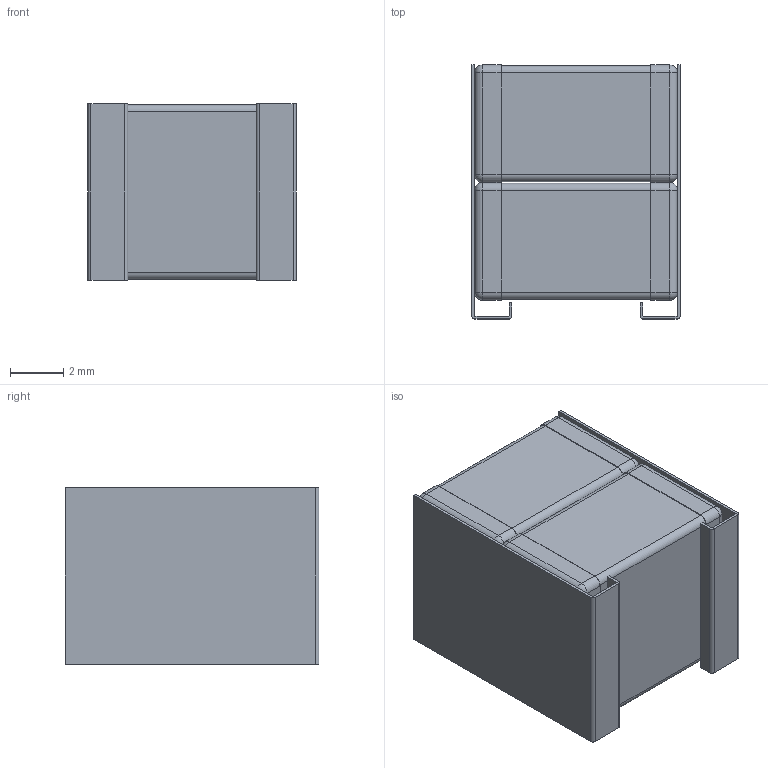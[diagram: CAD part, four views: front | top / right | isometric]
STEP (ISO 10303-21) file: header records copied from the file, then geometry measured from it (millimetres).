
FILE_DESCRIPTION (( 'STEP AP214' ), '1' );
FILE_NAME ('KTJ250B107M76BFT00.STEP', '2021-09-27T17:54:04', ( '' ), ( '' ), 'SwSTEP 2.0', 'SolidWorks 2017', '' );
FILE_SCHEMA (( 'AUTOMOTIVE_DESIGN' ));
Length unit declared in the file: millimetre
Products named in the file (1): KTJ250B107M76BFT00
Bounding box: 7.8 x 9.5 x 6.6 mm (x, y, z)
Volume: 446.4 mm3; surface area: 964.8 mm2
Topology: 8 solids, 8 shells, 120 faces, 280 edges, 160 vertices
Faces by surface type: plane 56, cylinder 48, sphere 16
Entity records: 3357 total; most frequent: DIRECTION 602, CARTESIAN_POINT 545, ORIENTED_EDGE 528, EDGE_CURVE 264, AXIS2_PLACEMENT_3D 217, LINE 168, VECTOR 168, VERTEX_POINT 160
